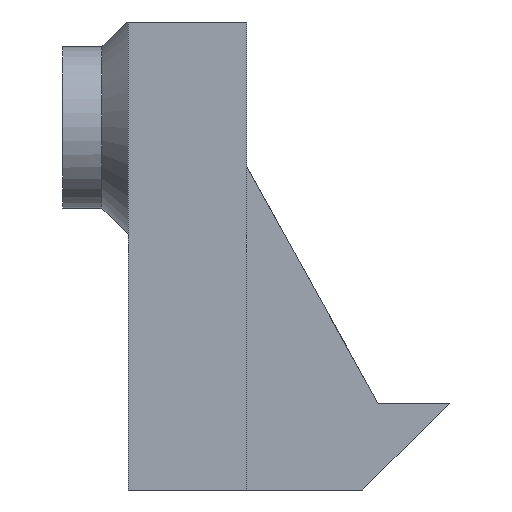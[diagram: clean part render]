
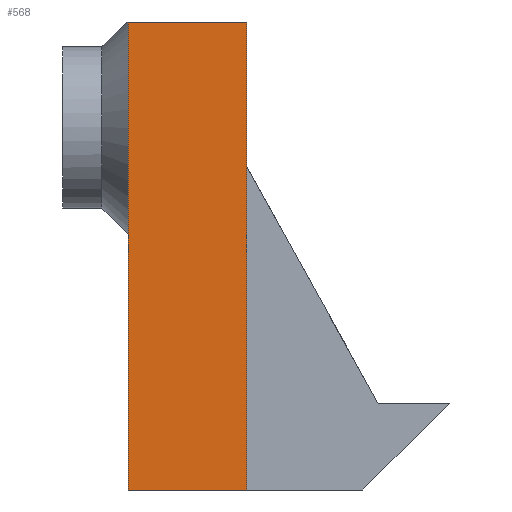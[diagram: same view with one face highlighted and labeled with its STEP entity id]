
A CAD part, front view. The second image highlights one B-rep face of the part: STEP entity #568.
In plain terms, the highlighted planar face has unit normal (0, -1, 0).
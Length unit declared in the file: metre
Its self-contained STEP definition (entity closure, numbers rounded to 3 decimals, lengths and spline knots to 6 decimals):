
#25=LINE('',#884,#72);
#35=LINE('',#928,#82);
#36=LINE('',#930,#83);
#37=LINE('',#932,#84);
#72=VECTOR('',#722,1.);
#82=VECTOR('',#756,1.);
#83=VECTOR('',#759,1.);
#84=VECTOR('',#760,1.);
#121=PLANE('',#635);
#198=ORIENTED_EDGE('',*,*,#327,.F.);
#199=ORIENTED_EDGE('',*,*,#328,.T.);
#200=ORIENTED_EDGE('',*,*,#308,.T.);
#201=ORIENTED_EDGE('',*,*,#326,.T.);
#308=EDGE_CURVE('',#382,#381,#25,.T.);
#326=EDGE_CURVE('',#381,#395,#35,.T.);
#327=EDGE_CURVE('',#396,#395,#36,.T.);
#328=EDGE_CURVE('',#396,#382,#37,.T.);
#381=VERTEX_POINT('',#883);
#382=VERTEX_POINT('',#885);
#395=VERTEX_POINT('',#927);
#396=VERTEX_POINT('',#931);
#470=EDGE_LOOP('',(#198,#199,#200,#201));
#519=FACE_BOUND('',#470,.T.);
#568=ADVANCED_FACE('',(#519),#121,.T.);
#635=AXIS2_PLACEMENT_3D('',#929,#757,#758);
#722=DIRECTION('',(0.,0.,1.));
#756=DIRECTION('',(-1.,0.,0.));
#757=DIRECTION('',(0.,-1.,0.));
#758=DIRECTION('',(0.,0.,-1.));
#759=DIRECTION('',(0.,0.,1.));
#760=DIRECTION('',(1.,0.,0.));
#883=CARTESIAN_POINT('',(-0.017672,-0.057646,0.0345));
#884=CARTESIAN_POINT('',(-0.017672,-0.057646,0.02725));
#885=CARTESIAN_POINT('',(-0.017672,-0.057646,0.0167));
#927=CARTESIAN_POINT('',(-0.022172,-0.057646,0.0345));
#928=CARTESIAN_POINT('',(-0.017672,-0.057646,0.0345));
#929=CARTESIAN_POINT('',(-0.017672,-0.057646,0.02725));
#930=CARTESIAN_POINT('',(-0.022172,-0.057646,0.02725));
#931=CARTESIAN_POINT('',(-0.022172,-0.057646,0.0167));
#932=CARTESIAN_POINT('',(-0.019756,-0.057646,0.0167));
